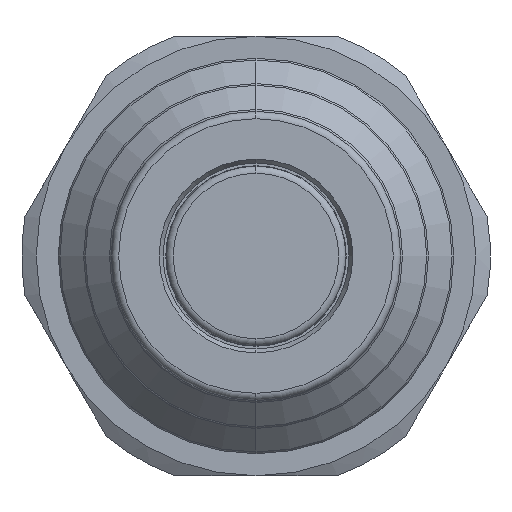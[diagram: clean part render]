
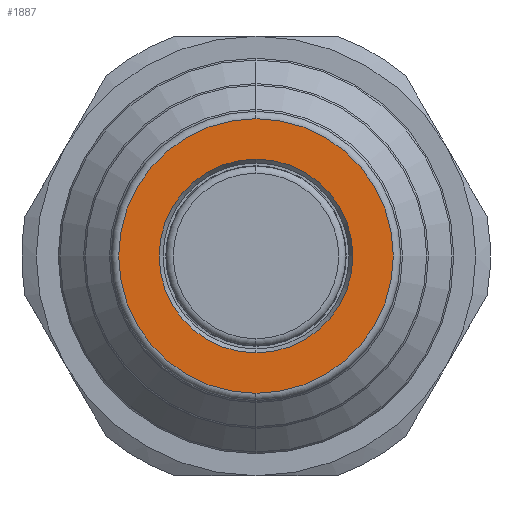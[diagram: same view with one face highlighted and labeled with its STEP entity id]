
A CAD part, left-side view. The second image highlights one B-rep face of the part: STEP entity #1887.
In plain terms, the highlighted planar face has unit normal (-1, 0, 0).
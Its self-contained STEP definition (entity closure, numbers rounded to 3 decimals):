
#13 = EDGE_CURVE ( 'NONE', #1626, #1616, #593, .T. ) ;
#89 = EDGE_CURVE ( 'NONE', #1608, #1620, #689, .T. ) ;
#179 = CARTESIAN_POINT ( 'NONE',  ( 0., 0., 0. ) ) ;
#227 = DIRECTION ( 'NONE',  ( -1., 0., 0. ) ) ;
#237 = CARTESIAN_POINT ( 'NONE',  ( 0., 0., 0. ) ) ;
#241 = DIRECTION ( 'NONE',  ( 0., 0., 1. ) ) ;
#593 = CIRCLE ( 'NONE', #1996, 6.614 ) ;
#689 = CIRCLE ( 'NONE', #2016, 9.375 ) ;
#800 = FACE_OUTER_BOUND ( 'NONE', #1165, .T. ) ;
#801 = FACE_BOUND ( 'NONE', #1060, .T. ) ;
#905 = CIRCLE ( 'NONE', #1683, 9.375 ) ;
#948 = CIRCLE ( 'NONE', #1657, 6.614 ) ;
#968 = DIRECTION ( 'NONE',  ( 0., 0., 1. ) ) ;
#969 = DIRECTION ( 'NONE',  ( -1., 0., 0. ) ) ;
#1019 = ORIENTED_EDGE ( 'NONE', *, *, #2408, .F. ) ;
#1022 = ORIENTED_EDGE ( 'NONE', *, *, #89, .T. ) ;
#1025 = ORIENTED_EDGE ( 'NONE', *, *, #13, .F. ) ;
#1028 = ORIENTED_EDGE ( 'NONE', *, *, #2369, .T. ) ;
#1060 = EDGE_LOOP ( 'NONE', ( #1025, #1019 ) ) ;
#1165 = EDGE_LOOP ( 'NONE', ( #1028, #1022 ) ) ;
#1230 = CARTESIAN_POINT ( 'NONE',  ( 0., 0., 0. ) ) ;
#1233 = DIRECTION ( 'NONE',  ( 0., 0., 1. ) ) ;
#1234 = DIRECTION ( 'NONE',  ( -1., 0., 0. ) ) ;
#1429 = DIRECTION ( 'NONE',  ( 0., 0., 1. ) ) ;
#1430 = DIRECTION ( 'NONE',  ( -1., 0., 0. ) ) ;
#1431 = CARTESIAN_POINT ( 'NONE',  ( 0., 0., 0. ) ) ;
#1608 = VERTEX_POINT ( 'NONE', #2096 ) ;
#1616 = VERTEX_POINT ( 'NONE', #2137 ) ;
#1620 = VERTEX_POINT ( 'NONE', #2088 ) ;
#1626 = VERTEX_POINT ( 'NONE', #2183 ) ;
#1657 = AXIS2_PLACEMENT_3D ( 'NONE', #179, #969, #968 ) ;
#1683 = AXIS2_PLACEMENT_3D ( 'NONE', #237, #227, #241 ) ;
#1765 = AXIS2_PLACEMENT_3D ( 'NONE', #2094, #2132, #2136 ) ;
#1887 = ADVANCED_FACE ( 'NONE', ( #800, #801 ), #2138, .T. ) ;
#1996 = AXIS2_PLACEMENT_3D ( 'NONE', #1230, #1234, #1233 ) ;
#2016 = AXIS2_PLACEMENT_3D ( 'NONE', #1431, #1430, #1429 ) ;
#2088 = CARTESIAN_POINT ( 'NONE',  ( 0., 0., 9.375 ) ) ;
#2094 = CARTESIAN_POINT ( 'NONE',  ( 0., 6.614, 0. ) ) ;
#2096 = CARTESIAN_POINT ( 'NONE',  ( 0., 0., -9.375 ) ) ;
#2132 = DIRECTION ( 'NONE',  ( -1., 0., 0. ) ) ;
#2136 = DIRECTION ( 'NONE',  ( 0., 0., 1. ) ) ;
#2137 = CARTESIAN_POINT ( 'NONE',  ( 0., 0., -6.614 ) ) ;
#2138 = PLANE ( 'NONE',  #1765 ) ;
#2183 = CARTESIAN_POINT ( 'NONE',  ( 0., 0., 6.614 ) ) ;
#2369 = EDGE_CURVE ( 'NONE', #1620, #1608, #905, .T. ) ;
#2408 = EDGE_CURVE ( 'NONE', #1616, #1626, #948, .T. ) ;
